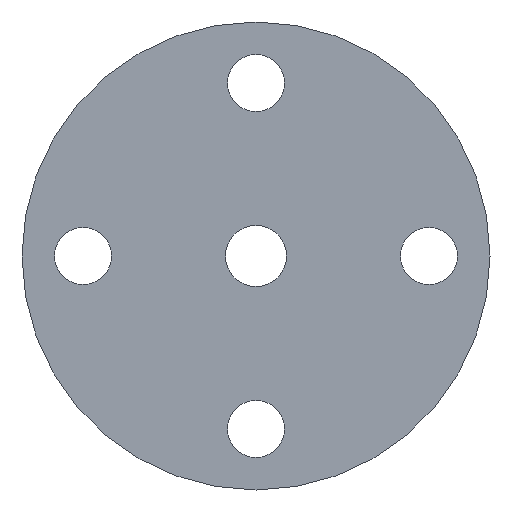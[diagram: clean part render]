
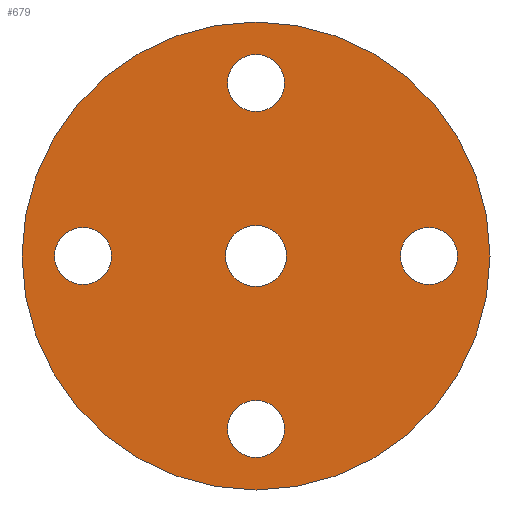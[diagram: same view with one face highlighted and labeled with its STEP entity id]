
A CAD part, front view. The second image highlights one B-rep face of the part: STEP entity #679.
In plain terms, the highlighted planar face has unit normal (0, -1, 0).
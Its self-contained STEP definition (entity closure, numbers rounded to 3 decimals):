
#4 = VERTEX_POINT ( 'NONE', #378 ) ;
#11 = AXIS2_PLACEMENT_3D ( 'NONE', #232, #16, #402 ) ;
#15 = EDGE_CURVE ( 'NONE', #386, #461, #659, .T. ) ;
#16 = DIRECTION ( 'NONE',  ( 0., 1., 0. ) ) ;
#18 = CARTESIAN_POINT ( 'NONE',  ( -42.5, 0., -7. ) ) ;
#22 = CARTESIAN_POINT ( 'NONE',  ( 0., 0., 0. ) ) ;
#36 = CIRCLE ( 'NONE', #451, 7. ) ;
#40 = AXIS2_PLACEMENT_3D ( 'NONE', #125, #291, #345 ) ;
#42 = EDGE_CURVE ( 'NONE', #4, #586, #590, .T. ) ;
#57 = EDGE_LOOP ( 'NONE', ( #134, #151 ) ) ;
#62 = EDGE_CURVE ( 'NONE', #98, #651, #228, .T. ) ;
#69 = ORIENTED_EDGE ( 'NONE', *, *, #138, .T. ) ;
#74 = AXIS2_PLACEMENT_3D ( 'NONE', #267, #652, #164 ) ;
#86 = CIRCLE ( 'NONE', #507, 57.5 ) ;
#88 = CARTESIAN_POINT ( 'NONE',  ( 0., 0., -35.5 ) ) ;
#89 = CARTESIAN_POINT ( 'NONE',  ( -42.5, 0., 0. ) ) ;
#98 = VERTEX_POINT ( 'NONE', #611 ) ;
#100 = CARTESIAN_POINT ( 'NONE',  ( 0., 0., 0. ) ) ;
#106 = VERTEX_POINT ( 'NONE', #512 ) ;
#113 = EDGE_CURVE ( 'NONE', #651, #98, #663, .T. ) ;
#125 = CARTESIAN_POINT ( 'NONE',  ( 42.5, 0., 0. ) ) ;
#128 = PLANE ( 'NONE',  #342 ) ;
#131 = CARTESIAN_POINT ( 'NONE',  ( -42.5, 0., 0. ) ) ;
#134 = ORIENTED_EDGE ( 'NONE', *, *, #530, .T. ) ;
#136 = FACE_BOUND ( 'NONE', #355, .T. ) ;
#137 = VERTEX_POINT ( 'NONE', #18 ) ;
#138 = EDGE_CURVE ( 'NONE', #461, #386, #472, .T. ) ;
#141 = CARTESIAN_POINT ( 'NONE',  ( 0., 0., 49.5 ) ) ;
#151 = ORIENTED_EDGE ( 'NONE', *, *, #42, .T. ) ;
#155 = CIRCLE ( 'NONE', #658, 7.5 ) ;
#156 = DIRECTION ( 'NONE',  ( 0., 0., 1. ) ) ;
#160 = CARTESIAN_POINT ( 'NONE',  ( -42.5, 0., 7. ) ) ;
#164 = DIRECTION ( 'NONE',  ( 0., 0., -1. ) ) ;
#169 = CARTESIAN_POINT ( 'NONE',  ( 0., 0., 42.5 ) ) ;
#171 = DIRECTION ( 'NONE',  ( 0., 1., 0. ) ) ;
#186 = AXIS2_PLACEMENT_3D ( 'NONE', #169, #171, #389 ) ;
#192 = EDGE_CURVE ( 'NONE', #532, #137, #565, .T. ) ;
#202 = FACE_BOUND ( 'NONE', #57, .T. ) ;
#210 = CARTESIAN_POINT ( 'NONE',  ( 0., 0., -42.5 ) ) ;
#218 = DIRECTION ( 'NONE',  ( 0., 1., 0. ) ) ;
#224 = ORIENTED_EDGE ( 'NONE', *, *, #459, .F. ) ;
#228 = CIRCLE ( 'NONE', #288, 7. ) ;
#232 = CARTESIAN_POINT ( 'NONE',  ( 0., 0., 42.5 ) ) ;
#233 = EDGE_LOOP ( 'NONE', ( #69, #444 ) ) ;
#241 = EDGE_CURVE ( 'NONE', #540, #106, #86, .T. ) ;
#244 = DIRECTION ( 'NONE',  ( 0., 0., -1. ) ) ;
#259 = DIRECTION ( 'NONE',  ( 0., 1., 0. ) ) ;
#266 = ORIENTED_EDGE ( 'NONE', *, *, #113, .T. ) ;
#267 = CARTESIAN_POINT ( 'NONE',  ( 0., 0., 0. ) ) ;
#274 = VERTEX_POINT ( 'NONE', #510 ) ;
#283 = ORIENTED_EDGE ( 'NONE', *, *, #62, .T. ) ;
#284 = EDGE_CURVE ( 'NONE', #106, #540, #449, .T. ) ;
#287 = AXIS2_PLACEMENT_3D ( 'NONE', #210, #218, #156 ) ;
#288 = AXIS2_PLACEMENT_3D ( 'NONE', #672, #669, #401 ) ;
#291 = DIRECTION ( 'NONE',  ( 0., 1., 0. ) ) ;
#306 = ORIENTED_EDGE ( 'NONE', *, *, #381, .T. ) ;
#308 = DIRECTION ( 'NONE',  ( 0., 0., 1. ) ) ;
#318 = VERTEX_POINT ( 'NONE', #608 ) ;
#334 = EDGE_LOOP ( 'NONE', ( #392, #562 ) ) ;
#337 = CIRCLE ( 'NONE', #74, 7.5 ) ;
#342 = AXIS2_PLACEMENT_3D ( 'NONE', #431, #538, #308 ) ;
#345 = DIRECTION ( 'NONE',  ( 0., 0., 1. ) ) ;
#353 = FACE_OUTER_BOUND ( 'NONE', #334, .T. ) ;
#355 = EDGE_LOOP ( 'NONE', ( #224, #419 ) ) ;
#378 = CARTESIAN_POINT ( 'NONE',  ( 0., 0., -49.5 ) ) ;
#381 = EDGE_CURVE ( 'NONE', #137, #532, #36, .T. ) ;
#386 = VERTEX_POINT ( 'NONE', #520 ) ;
#389 = DIRECTION ( 'NONE',  ( 0., 0., 1. ) ) ;
#391 = DIRECTION ( 'NONE',  ( 0., 0., -1. ) ) ;
#392 = ORIENTED_EDGE ( 'NONE', *, *, #241, .T. ) ;
#401 = DIRECTION ( 'NONE',  ( 0., 0., 1. ) ) ;
#402 = DIRECTION ( 'NONE',  ( 0., 0., 1. ) ) ;
#414 = DIRECTION ( 'NONE',  ( 0., -1., 0. ) ) ;
#416 = CARTESIAN_POINT ( 'NONE',  ( 42.5, 0., 7. ) ) ;
#419 = ORIENTED_EDGE ( 'NONE', *, *, #573, .F. ) ;
#426 = DIRECTION ( 'NONE',  ( 0., -1., 0. ) ) ;
#427 = FACE_BOUND ( 'NONE', #508, .T. ) ;
#431 = CARTESIAN_POINT ( 'NONE',  ( -7.5, 0., 0. ) ) ;
#444 = ORIENTED_EDGE ( 'NONE', *, *, #15, .T. ) ;
#449 = CIRCLE ( 'NONE', #483, 57.5 ) ;
#451 = AXIS2_PLACEMENT_3D ( 'NONE', #131, #604, #559 ) ;
#459 = EDGE_CURVE ( 'NONE', #318, #274, #155, .T. ) ;
#461 = VERTEX_POINT ( 'NONE', #141 ) ;
#472 = CIRCLE ( 'NONE', #11, 7. ) ;
#483 = AXIS2_PLACEMENT_3D ( 'NONE', #22, #414, #391 ) ;
#485 = CARTESIAN_POINT ( 'NONE',  ( 0., 0., 0. ) ) ;
#489 = DIRECTION ( 'NONE',  ( 0., 1., 0. ) ) ;
#498 = DIRECTION ( 'NONE',  ( 0., 0., -1. ) ) ;
#506 = DIRECTION ( 'NONE',  ( 0., -1., 0. ) ) ;
#507 = AXIS2_PLACEMENT_3D ( 'NONE', #100, #506, #498 ) ;
#508 = EDGE_LOOP ( 'NONE', ( #700, #306 ) ) ;
#510 = CARTESIAN_POINT ( 'NONE',  ( 0., 0., 7.5 ) ) ;
#512 = CARTESIAN_POINT ( 'NONE',  ( 0., 0., 57.5 ) ) ;
#520 = CARTESIAN_POINT ( 'NONE',  ( 0., 0., 35.5 ) ) ;
#530 = EDGE_CURVE ( 'NONE', #586, #4, #640, .T. ) ;
#531 = AXIS2_PLACEMENT_3D ( 'NONE', #89, #489, #599 ) ;
#532 = VERTEX_POINT ( 'NONE', #160 ) ;
#538 = DIRECTION ( 'NONE',  ( 0., 1., 0. ) ) ;
#540 = VERTEX_POINT ( 'NONE', #551 ) ;
#543 = CARTESIAN_POINT ( 'NONE',  ( 0., 0., -42.5 ) ) ;
#551 = CARTESIAN_POINT ( 'NONE',  ( 0., 0., -57.5 ) ) ;
#559 = DIRECTION ( 'NONE',  ( 0., 0., 1. ) ) ;
#562 = ORIENTED_EDGE ( 'NONE', *, *, #284, .T. ) ;
#565 = CIRCLE ( 'NONE', #531, 7. ) ;
#573 = EDGE_CURVE ( 'NONE', #274, #318, #337, .T. ) ;
#583 = EDGE_LOOP ( 'NONE', ( #266, #283 ) ) ;
#586 = VERTEX_POINT ( 'NONE', #88 ) ;
#590 = CIRCLE ( 'NONE', #287, 7. ) ;
#599 = DIRECTION ( 'NONE',  ( 0., 0., 1. ) ) ;
#604 = DIRECTION ( 'NONE',  ( 0., 1., 0. ) ) ;
#608 = CARTESIAN_POINT ( 'NONE',  ( 0., 0., -7.5 ) ) ;
#611 = CARTESIAN_POINT ( 'NONE',  ( 42.5, 0., -7. ) ) ;
#621 = FACE_BOUND ( 'NONE', #233, .T. ) ;
#635 = DIRECTION ( 'NONE',  ( 0., 0., 1. ) ) ;
#640 = CIRCLE ( 'NONE', #675, 7. ) ;
#651 = VERTEX_POINT ( 'NONE', #416 ) ;
#652 = DIRECTION ( 'NONE',  ( 0., -1., 0. ) ) ;
#658 = AXIS2_PLACEMENT_3D ( 'NONE', #485, #426, #244 ) ;
#659 = CIRCLE ( 'NONE', #186, 7. ) ;
#663 = CIRCLE ( 'NONE', #40, 7. ) ;
#669 = DIRECTION ( 'NONE',  ( 0., 1., 0. ) ) ;
#672 = CARTESIAN_POINT ( 'NONE',  ( 42.5, 0., 0. ) ) ;
#675 = AXIS2_PLACEMENT_3D ( 'NONE', #543, #259, #635 ) ;
#679 = ADVANCED_FACE ( 'NONE', ( #427, #621, #693, #202, #136, #353 ), #128, .F. ) ;
#693 = FACE_BOUND ( 'NONE', #583, .T. ) ;
#700 = ORIENTED_EDGE ( 'NONE', *, *, #192, .T. ) ;
